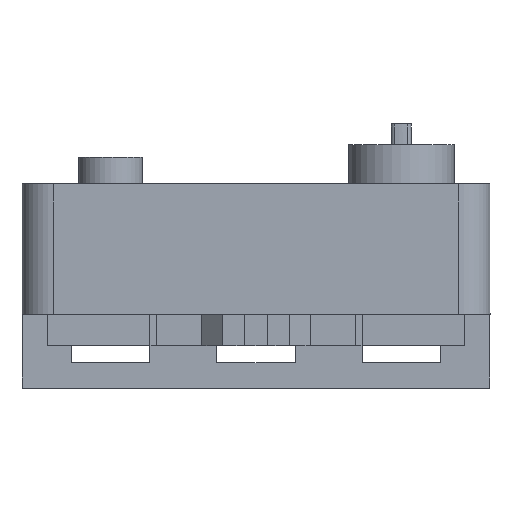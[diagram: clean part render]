
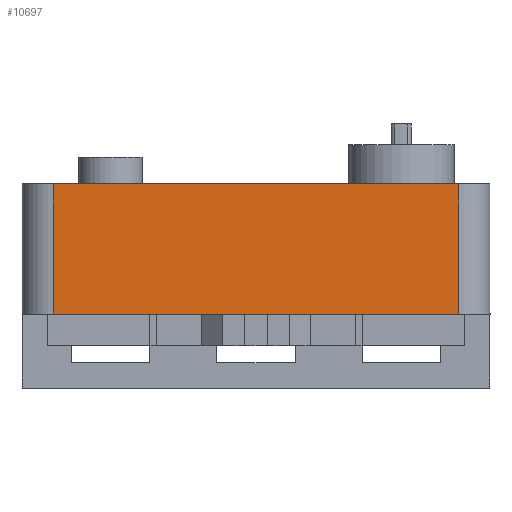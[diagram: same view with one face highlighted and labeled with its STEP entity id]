
A CAD part, front view. The second image highlights one B-rep face of the part: STEP entity #10697.
In plain terms, the highlighted planar face has unit normal (0, -1, 0).
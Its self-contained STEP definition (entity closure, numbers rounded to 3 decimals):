
#8760 = EDGE_CURVE ( 'NONE', #8765, #8761, #27117, .T. ) ;
#8761 = VERTEX_POINT ( 'NONE', #27112 ) ;
#8765 = VERTEX_POINT ( 'NONE', #27113 ) ;
#10587 = VERTEX_POINT ( 'NONE', #17375 ) ;
#10690 = ORIENTED_EDGE ( 'NONE', *, *, #8760, .F. ) ;
#10691 = EDGE_CURVE ( 'NONE', #10587, #10717, #17651, .T. ) ;
#10692 = ORIENTED_EDGE ( 'NONE', *, *, #10696, .T. ) ;
#10693 = EDGE_LOOP ( 'NONE', ( #10694, #10692, #10690, #10698 ) ) ;
#10694 = ORIENTED_EDGE ( 'NONE', *, *, #10691, .F. ) ;
#10696 = EDGE_CURVE ( 'NONE', #10587, #8761, #17646, .T. ) ;
#10697 = ADVANCED_FACE ( 'NONE', ( #17638 ), #17695, .T. ) ;
#10698 = ORIENTED_EDGE ( 'NONE', *, *, #10704, .F. ) ;
#10704 = EDGE_CURVE ( 'NONE', #10717, #8765, #17716, .T. ) ;
#10717 = VERTEX_POINT ( 'NONE', #17801 ) ;
#17375 = CARTESIAN_POINT ( 'NONE',  ( 11.784, -77.267, -16.6 ) ) ;
#17638 = FACE_OUTER_BOUND ( 'NONE', #10693, .T. ) ;
#17643 = DIRECTION ( 'NONE',  ( 0., 0., 1. ) ) ;
#17644 = VECTOR ( 'NONE', #17643, 1000. ) ;
#17645 = CARTESIAN_POINT ( 'NONE',  ( 11.784, -77.267, -189.267 ) ) ;
#17646 = LINE ( 'NONE', #17645, #17644 ) ;
#17648 = DIRECTION ( 'NONE',  ( -1., 0., 0. ) ) ;
#17649 = VECTOR ( 'NONE', #17648, 1000. ) ;
#17650 = CARTESIAN_POINT ( 'NONE',  ( -39.816, -77.267, -16.6 ) ) ;
#17651 = LINE ( 'NONE', #17650, #17649 ) ;
#17689 = DIRECTION ( 'NONE',  ( 0., 0., -1. ) ) ;
#17690 = DIRECTION ( 'NONE',  ( 0., -1., 0. ) ) ;
#17691 = CARTESIAN_POINT ( 'NONE',  ( -39.816, -77.267, -189.267 ) ) ;
#17692 = AXIS2_PLACEMENT_3D ( 'NONE', #17691, #17690, #17689 ) ;
#17695 = PLANE ( 'NONE',  #17692 ) ;
#17713 = DIRECTION ( 'NONE',  ( 0., 0., 1. ) ) ;
#17714 = VECTOR ( 'NONE', #17713, 1000. ) ;
#17715 = CARTESIAN_POINT ( 'NONE',  ( -39.816, -77.267, -189.267 ) ) ;
#17716 = LINE ( 'NONE', #17715, #17714 ) ;
#17801 = CARTESIAN_POINT ( 'NONE',  ( -39.816, -77.267, -16.6 ) ) ;
#27112 = CARTESIAN_POINT ( 'NONE',  ( 11.784, -77.267, 0. ) ) ;
#27113 = CARTESIAN_POINT ( 'NONE',  ( -39.816, -77.267, 0. ) ) ;
#27114 = DIRECTION ( 'NONE',  ( 1., 0., 0. ) ) ;
#27115 = VECTOR ( 'NONE', #27114, 1000. ) ;
#27116 = CARTESIAN_POINT ( 'NONE',  ( -39.816, -77.267, 0. ) ) ;
#27117 = LINE ( 'NONE', #27116, #27115 ) ;
